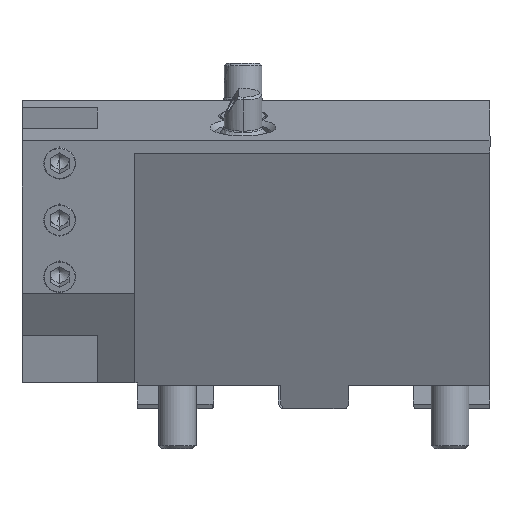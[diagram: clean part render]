
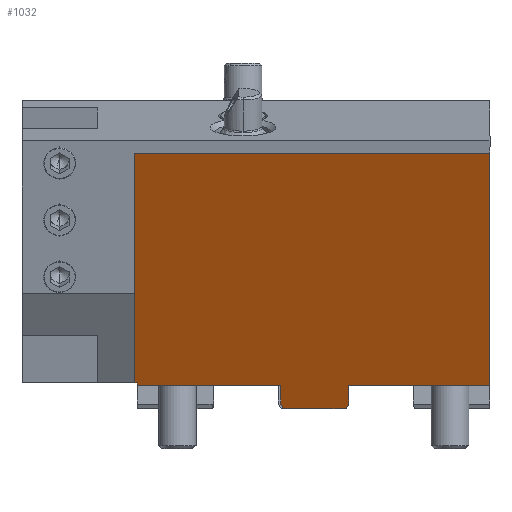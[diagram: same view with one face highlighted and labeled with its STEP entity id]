
A CAD part, front view. The second image highlights one B-rep face of the part: STEP entity #1032.
In plain terms, the highlighted planar face has unit normal (0, -0.883, -0.469).
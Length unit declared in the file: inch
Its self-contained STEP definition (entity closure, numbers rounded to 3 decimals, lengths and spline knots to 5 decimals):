
#101 = VERTEX_POINT ( 'NONE', #8001 ) ;
#253 = DIRECTION ( 'NONE',  ( 0., 0.469, -0.883 ) ) ;
#467 = CARTESIAN_POINT ( 'NONE',  ( -1.49606, -1.60596, -0.19685 ) ) ;
#488 = DIRECTION ( 'NONE',  ( 1., 0., 0. ) ) ;
#627 = VECTOR ( 'NONE', #11672, 39.37008 ) ;
#1032 = ADVANCED_FACE ( 'NONE', ( #21401 ), #16775, .F. ) ;
#1201 = CARTESIAN_POINT ( 'NONE',  ( 0.29508, -1.71063, 0. ) ) ;
#1514 = ORIENTED_EDGE ( 'NONE', *, *, #5706, .F. ) ;
#1654 = CARTESIAN_POINT ( 'NONE',  ( -1.49606, -1.71063, 0. ) ) ;
#1788 = VECTOR ( 'NONE', #8784, 39.37008 ) ;
#2130 = LINE ( 'NONE', #10128, #19229 ) ;
#2220 = VERTEX_POINT ( 'NONE', #17913 ) ;
#2357 = EDGE_CURVE ( 'NONE', #12826, #2220, #20091, .T. ) ;
#2565 = EDGE_CURVE ( 'NONE', #101, #19250, #21687, .T. ) ;
#2860 = LINE ( 'NONE', #4179, #14688 ) ;
#2911 = VECTOR ( 'NONE', #13994, 39.37008 ) ;
#2991 = DIRECTION ( 'NONE',  ( -0.454, -0.418, 0.787 ) ) ;
#3276 = DIRECTION ( 'NONE',  ( -0.454, 0.418, -0.787 ) ) ;
#3392 = EDGE_LOOP ( 'NONE', ( #15580, #20654, #15773, #20844, #7789, #15039, #9199, #21595, #1514, #19036, #12808, #8090 ) ) ;
#3543 = CARTESIAN_POINT ( 'NONE',  ( 0.29508, -1.71063, 0. ) ) ;
#3864 = VECTOR ( 'NONE', #2991, 39.37008 ) ;
#4023 = CARTESIAN_POINT ( 'NONE',  ( -2.44094, -1.7211, 0.01969 ) ) ;
#4111 = VERTEX_POINT ( 'NONE', #5336 ) ;
#4179 = CARTESIAN_POINT ( 'NONE',  ( -1.49606, -1.71063, 0. ) ) ;
#4422 = VERTEX_POINT ( 'NONE', #9099 ) ;
#4483 = VECTOR ( 'NONE', #3276, 39.37008 ) ;
#4583 = VECTOR ( 'NONE', #253, 39.37008 ) ;
#4712 = DIRECTION ( 'NONE',  ( 0., -0.469, 0.883 ) ) ;
#4744 = LINE ( 'NONE', #7919, #3864 ) ;
#5336 = CARTESIAN_POINT ( 'NONE',  ( -1.47638, -1.7211, 0.01969 ) ) ;
#5706 = EDGE_CURVE ( 'NONE', #13869, #14720, #2130, .T. ) ;
#6385 = LINE ( 'NONE', #4023, #2911 ) ;
#6582 = DIRECTION ( 'NONE',  ( 0., -0.469, 0.883 ) ) ;
#6957 = EDGE_CURVE ( 'NONE', #16474, #15647, #4744, .T. ) ;
#7146 = LINE ( 'NONE', #3543, #4583 ) ;
#7318 = EDGE_CURVE ( 'NONE', #16303, #4422, #2860, .T. ) ;
#7437 = EDGE_CURVE ( 'NONE', #15647, #16303, #9748, .T. ) ;
#7487 = CARTESIAN_POINT ( 'NONE',  ( -1.49606, -1.7211, 0.01969 ) ) ;
#7789 = ORIENTED_EDGE ( 'NONE', *, *, #2565, .F. ) ;
#7919 = CARTESIAN_POINT ( 'NONE',  ( -0.25286, -1.60596, -0.19685 ) ) ;
#8001 = CARTESIAN_POINT ( 'NONE',  ( 0.29508, -1.6269, -0.15748 ) ) ;
#8090 = ORIENTED_EDGE ( 'NONE', *, *, #17340, .F. ) ;
#8160 = EDGE_CURVE ( 'NONE', #19250, #16474, #17114, .T. ) ;
#8298 = CARTESIAN_POINT ( 'NONE',  ( -1.49606, -1.71063, 0. ) ) ;
#8407 = DIRECTION ( 'NONE',  ( 0., -0.469, 0.883 ) ) ;
#8784 = DIRECTION ( 'NONE',  ( -1., 0., 0. ) ) ;
#8918 = EDGE_CURVE ( 'NONE', #18744, #13869, #13032, .T. ) ;
#9099 = CARTESIAN_POINT ( 'NONE',  ( -1.47638, -1.71063, 0. ) ) ;
#9107 = VECTOR ( 'NONE', #4712, 39.37008 ) ;
#9199 = ORIENTED_EDGE ( 'NONE', *, *, #2357, .T. ) ;
#9232 = EDGE_CURVE ( 'NONE', #18744, #4111, #6385, .T. ) ;
#9427 = CARTESIAN_POINT ( 'NONE',  ( 0.27235, -1.60596, -0.19685 ) ) ;
#9578 = LINE ( 'NONE', #19551, #19463 ) ;
#9748 = LINE ( 'NONE', #12031, #9107 ) ;
#9875 = DIRECTION ( 'NONE',  ( 0., 0.883, 0.469 ) ) ;
#10128 = CARTESIAN_POINT ( 'NONE',  ( -1.49606, -2.74454, 1.9445 ) ) ;
#10186 = CARTESIAN_POINT ( 'NONE',  ( -0.25286, -1.60596, -0.19685 ) ) ;
#11642 = VECTOR ( 'NONE', #8407, 39.37008 ) ;
#11672 = DIRECTION ( 'NONE',  ( 1., 0., 0. ) ) ;
#12031 = CARTESIAN_POINT ( 'NONE',  ( -0.27559, -1.71063, 0. ) ) ;
#12349 = EDGE_CURVE ( 'NONE', #14720, #2220, #14749, .T. ) ;
#12352 = CARTESIAN_POINT ( 'NONE',  ( -0.27559, -1.6269, -0.15748 ) ) ;
#12629 = DIRECTION ( 'NONE',  ( -1., 0., 0. ) ) ;
#12724 = CARTESIAN_POINT ( 'NONE',  ( -1.49606, -2.74454, 1.9445 ) ) ;
#12808 = ORIENTED_EDGE ( 'NONE', *, *, #9232, .T. ) ;
#12826 = VERTEX_POINT ( 'NONE', #1201 ) ;
#13032 = LINE ( 'NONE', #8298, #11642 ) ;
#13117 = DIRECTION ( 'NONE',  ( 0., 0.469, -0.883 ) ) ;
#13869 = VERTEX_POINT ( 'NONE', #12724 ) ;
#13994 = DIRECTION ( 'NONE',  ( 1., 0., 0. ) ) ;
#14134 = VECTOR ( 'NONE', #13117, 39.37008 ) ;
#14688 = VECTOR ( 'NONE', #12629, 39.37008 ) ;
#14720 = VERTEX_POINT ( 'NONE', #14828 ) ;
#14749 = LINE ( 'NONE', #21451, #14134 ) ;
#14828 = CARTESIAN_POINT ( 'NONE',  ( 1.47638, -2.74454, 1.9445 ) ) ;
#15039 = ORIENTED_EDGE ( 'NONE', *, *, #21100, .F. ) ;
#15262 = CARTESIAN_POINT ( 'NONE',  ( -2.44094, -1.71063, 0. ) ) ;
#15580 = ORIENTED_EDGE ( 'NONE', *, *, #7318, .F. ) ;
#15647 = VERTEX_POINT ( 'NONE', #12352 ) ;
#15773 = ORIENTED_EDGE ( 'NONE', *, *, #6957, .F. ) ;
#16259 = DIRECTION ( 'NONE',  ( 0., -0.469, 0.883 ) ) ;
#16303 = VERTEX_POINT ( 'NONE', #21257 ) ;
#16474 = VERTEX_POINT ( 'NONE', #10186 ) ;
#16537 = CARTESIAN_POINT ( 'NONE',  ( 0.29508, -1.6269, -0.15748 ) ) ;
#16775 = PLANE ( 'NONE',  #20151 ) ;
#17114 = LINE ( 'NONE', #467, #1788 ) ;
#17340 = EDGE_CURVE ( 'NONE', #4422, #4111, #9578, .T. ) ;
#17913 = CARTESIAN_POINT ( 'NONE',  ( 1.47638, -1.71063, 0. ) ) ;
#18744 = VERTEX_POINT ( 'NONE', #7487 ) ;
#19036 = ORIENTED_EDGE ( 'NONE', *, *, #8918, .F. ) ;
#19229 = VECTOR ( 'NONE', #488, 39.37008 ) ;
#19250 = VERTEX_POINT ( 'NONE', #9427 ) ;
#19463 = VECTOR ( 'NONE', #16259, 39.37008 ) ;
#19551 = CARTESIAN_POINT ( 'NONE',  ( -1.47638, -1.71063, 0. ) ) ;
#20091 = LINE ( 'NONE', #15262, #627 ) ;
#20151 = AXIS2_PLACEMENT_3D ( 'NONE', #1654, #9875, #6582 ) ;
#20654 = ORIENTED_EDGE ( 'NONE', *, *, #7437, .F. ) ;
#20844 = ORIENTED_EDGE ( 'NONE', *, *, #8160, .F. ) ;
#21100 = EDGE_CURVE ( 'NONE', #12826, #101, #7146, .T. ) ;
#21257 = CARTESIAN_POINT ( 'NONE',  ( -0.27559, -1.71063, 0. ) ) ;
#21401 = FACE_OUTER_BOUND ( 'NONE', #3392, .T. ) ;
#21451 = CARTESIAN_POINT ( 'NONE',  ( 1.47638, -2.74454, 1.9445 ) ) ;
#21595 = ORIENTED_EDGE ( 'NONE', *, *, #12349, .F. ) ;
#21687 = LINE ( 'NONE', #16537, #4483 ) ;
